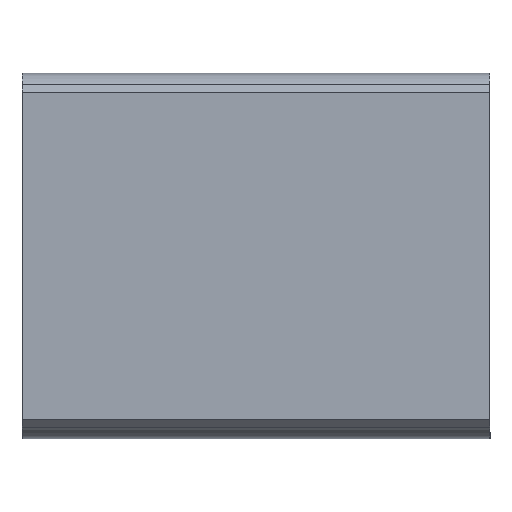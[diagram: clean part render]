
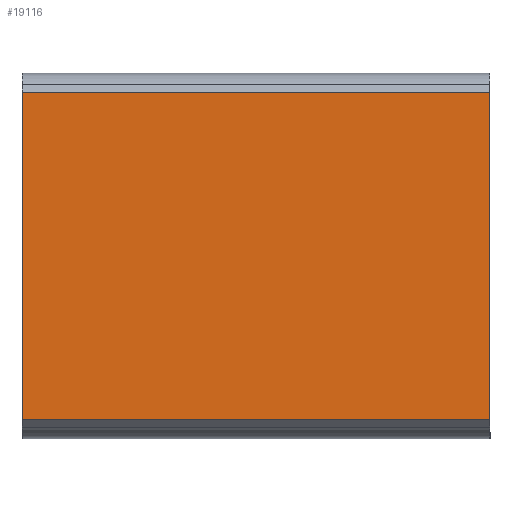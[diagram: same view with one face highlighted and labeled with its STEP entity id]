
A CAD part, top view. The second image highlights one B-rep face of the part: STEP entity #19116.
In plain terms, the highlighted planar face has unit normal (0, 0, 1).
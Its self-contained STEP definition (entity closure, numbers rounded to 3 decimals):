
#590=PLANE('',#20162);
#1364=FACE_OUTER_BOUND('',#2436,.T.);
#2436=EDGE_LOOP('',(#14579,#14580,#14581,#14582));
#3938=LINE('',#27598,#6075);
#3947=LINE('',#27619,#6084);
#3948=LINE('',#27622,#6085);
#3949=LINE('',#27623,#6086);
#6075=VECTOR('',#22107,10.);
#6084=VECTOR('',#22126,10.);
#6085=VECTOR('',#22129,10.);
#6086=VECTOR('',#22130,10.);
#8649=VERTEX_POINT('',#27595);
#8650=VERTEX_POINT('',#27597);
#8657=VERTEX_POINT('',#27617);
#8658=VERTEX_POINT('',#27621);
#10836=EDGE_CURVE('',#8649,#8650,#3938,.T.);
#10847=EDGE_CURVE('',#8657,#8649,#3947,.T.);
#10848=EDGE_CURVE('',#8658,#8657,#3948,.T.);
#10849=EDGE_CURVE('',#8658,#8650,#3949,.T.);
#14579=ORIENTED_EDGE('',*,*,#10848,.F.);
#14580=ORIENTED_EDGE('',*,*,#10849,.T.);
#14581=ORIENTED_EDGE('',*,*,#10836,.F.);
#14582=ORIENTED_EDGE('',*,*,#10847,.F.);
#19116=ADVANCED_FACE('',(#1364),#590,.T.);
#20162=AXIS2_PLACEMENT_3D('',#27620,#22127,#22128);
#22107=DIRECTION('',(0.,1.,0.));
#22126=DIRECTION('',(-1.,0.,0.));
#22127=DIRECTION('center_axis',(0.,0.,1.));
#22128=DIRECTION('ref_axis',(0.,1.,0.));
#22129=DIRECTION('',(0.,-1.,0.));
#22130=DIRECTION('',(-1.,0.,0.));
#27595=CARTESIAN_POINT('',(-66.641,-3.838,12.82));
#27597=CARTESIAN_POINT('',(-66.641,66.701,12.82));
#27598=CARTESIAN_POINT('',(-66.641,70.801,12.82));
#27617=CARTESIAN_POINT('',(34.179,-3.838,12.82));
#27619=CARTESIAN_POINT('',(34.179,-3.838,12.82));
#27620=CARTESIAN_POINT('Origin',(34.179,-3.838,12.82));
#27621=CARTESIAN_POINT('',(34.179,66.701,12.82));
#27622=CARTESIAN_POINT('',(34.179,70.801,12.82));
#27623=CARTESIAN_POINT('',(34.179,66.701,12.82));
